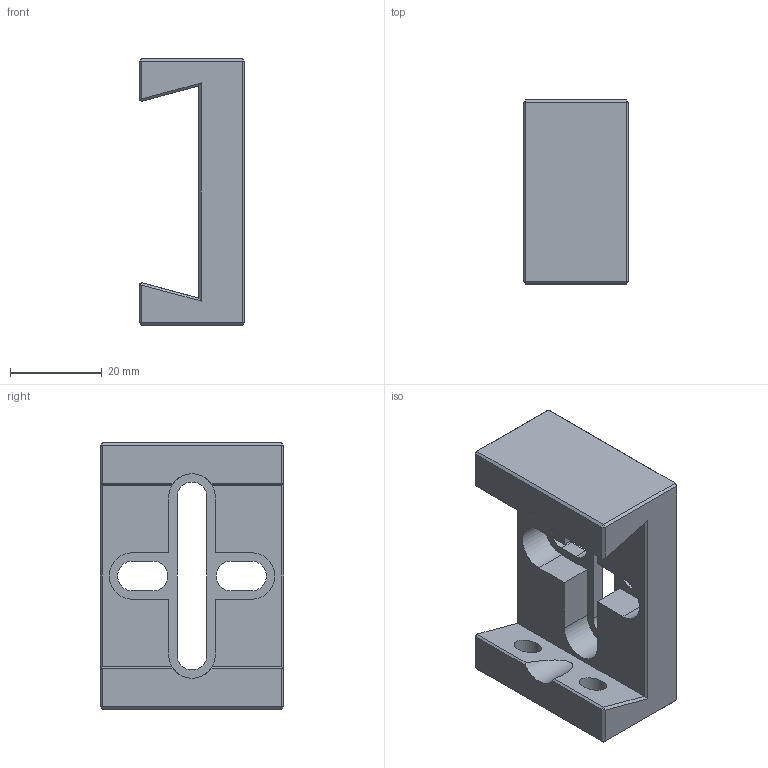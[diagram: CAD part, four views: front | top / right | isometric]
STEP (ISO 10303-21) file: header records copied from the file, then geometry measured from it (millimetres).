
FILE_DESCRIPTION(/* description */ (''),/* implementation_level */ '2;1');
FILE_NAME(/* name */ 'Vixen_Klemme mod Peter.stp',/* time_stamp */ '2023-07-18T11:23:15+02:00',/* author */ ('Péter-PC'),/* organization */ (''),/* preprocessor_version */ 'ST-DEVELOPER v19.2',/* originating_system */ 'Autodesk Inventor 2024',/* authorisation */ '');
FILE_SCHEMA (('AUTOMOTIVE_DESIGN { 1 0 10303 214 3 1 1 }'));
Length unit declared in the file: millimetre
Products named in the file (1): Vixen_Klemme mod Peter
Bounding box: 23 x 40 x 58 mm (x, y, z)
Volume: 24709 mm3; surface area: 10042.7 mm2
Topology: 1 solids, 1 shells, 75 faces, 176 edges, 104 vertices
Faces by surface type: plane 61, cylinder 14
Full cylindrical faces by diameter (mm): 6 x2
Entity records: 2145 total; most frequent: DIRECTION 360, CARTESIAN_POINT 356, ORIENTED_EDGE 352, EDGE_CURVE 176, LINE 144, VECTOR 144, AXIS2_PLACEMENT_3D 108, VERTEX_POINT 104
